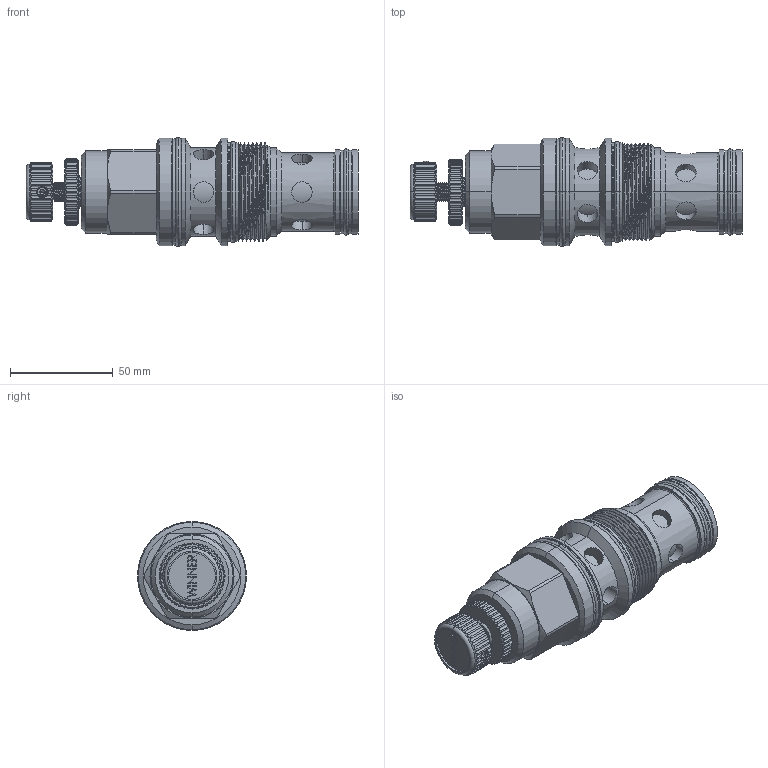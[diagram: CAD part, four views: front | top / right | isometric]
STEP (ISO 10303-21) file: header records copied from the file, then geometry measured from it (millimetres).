
FILE_DESCRIPTION (( 'STEP AP203' ), '1' );
FILE_NAME ('FR19A3A-K.STEP', '2020-03-20T02:07:30', ( '' ), ( '' ), 'SwSTEP 2.0', 'SolidWorks 2018', '' );
FILE_SCHEMA (( 'CONFIG_CONTROL_DESIGN' ));
Length unit declared in the file: millimetre
Products named in the file (1): FR19A3A-K
Bounding box: 161.86 x 53.11 x 53.11 mm (x, y, z)
Volume: 201365 mm3; surface area: 44675.6 mm2
Topology: 10 solids, 10 shells, 893 faces, 2439 edges, 1559 vertices
Faces by surface type: cylinder 452, plane 208, cone 95, torus 76, bspline 60, sphere 2
Entity records: 64041 total; most frequent: CARTESIAN_POINT 43099, ORIENTED_EDGE 4824, DIRECTION 3838, EDGE_CURVE 2412, VERTEX_POINT 1556, AXIS2_PLACEMENT_3D 1485, EDGE_LOOP 952, ADVANCED_FACE 893
